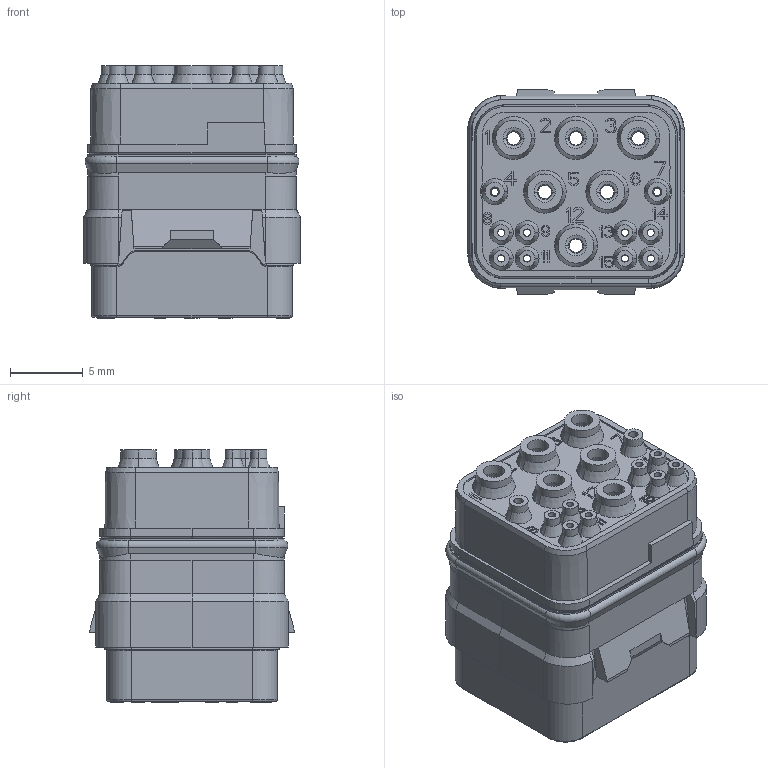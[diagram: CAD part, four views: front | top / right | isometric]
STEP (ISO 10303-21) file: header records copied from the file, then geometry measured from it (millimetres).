
FILE_DESCRIPTION((''),'2;1');
FILE_NAME('SIME1602PD','2020-01-07T',('presta_be4'),(''),'CREO PARAMETRIC BY PTC INC, 2018360','CREO PARAMETRIC BY PTC INC, 2018360','');
FILE_SCHEMA(('CONFIG_CONTROL_DESIGN'));
Products named in the file (1): SIME1602PD
Bounding box: 15 x 14.1 x 17.38 mm (x, y, z)
Volume: 1785.6 mm3; surface area: 4190.3 mm2
Topology: 1 solids, 1 shells, 2831 faces, 7213 edges, 4514 vertices
Faces by surface type: plane 1591, cylinder 556, torus 388, cone 272, bspline 24
Entity records: 86505 total; most frequent: CARTESIAN_POINT 16601, DIRECTION 14734, ORIENTED_EDGE 14426, EDGE_CURVE 7213, VECTOR 5062, LINE 5062, AXIS2_PLACEMENT_3D 4836, VERTEX_POINT 4514
